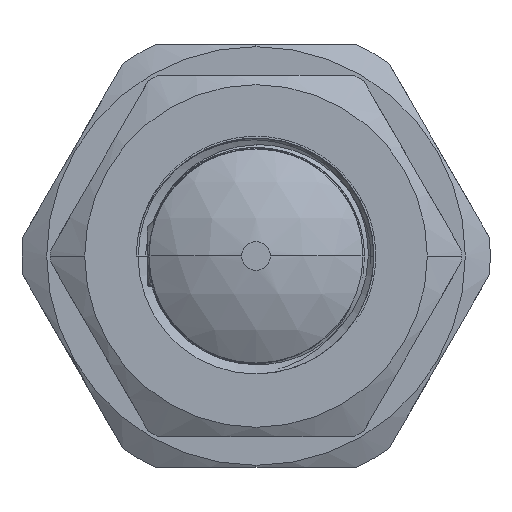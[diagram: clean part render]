
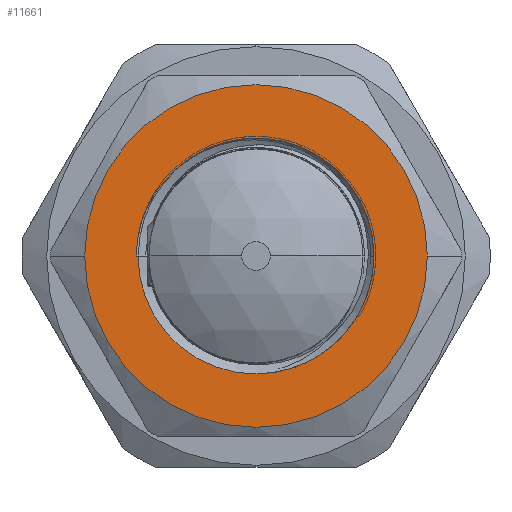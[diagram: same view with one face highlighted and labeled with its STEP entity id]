
A CAD part, left-side view. The second image highlights one B-rep face of the part: STEP entity #11661.
In plain terms, the highlighted planar face has unit normal (-1, 0, 0).
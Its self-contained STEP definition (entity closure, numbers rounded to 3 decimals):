
#43 = DIRECTION ( 'NONE',  ( 0., 1., 0. ) ) ;
#158 = CARTESIAN_POINT ( 'NONE',  ( -91.15, 0., 0. ) ) ;
#896 = VERTEX_POINT ( 'NONE', #11713 ) ;
#902 = VERTEX_POINT ( 'NONE', #8317 ) ;
#997 = EDGE_CURVE ( 'NONE', #21697, #902, #6595, .T. ) ;
#1004 = CARTESIAN_POINT ( 'NONE',  ( -91.15, 6.287, 0.424 ) ) ;
#1877 = CARTESIAN_POINT ( 'NONE',  ( -91.15, 9., 0. ) ) ;
#2664 = CIRCLE ( 'NONE', #20476, 9. ) ;
#3507 = DIRECTION ( 'NONE',  ( 1., 0., 0. ) ) ;
#3729 = CARTESIAN_POINT ( 'NONE',  ( -91.15, 4.288, 4.478 ) ) ;
#4909 = ORIENTED_EDGE ( 'NONE', *, *, #997, .T. ) ;
#5812 = CIRCLE ( 'NONE', #8272, 6.2 ) ;
#6034 = LINE ( 'NONE', #19874, #6864 ) ;
#6252 = DIRECTION ( 'NONE',  ( -1., 0., 0. ) ) ;
#6437 = CARTESIAN_POINT ( 'NONE',  ( -91.15, 6.243, 0.843 ) ) ;
#6595 = CIRCLE ( 'NONE', #8129, 9. ) ;
#6864 = VECTOR ( 'NONE', #7584, 1000. ) ;
#6891 = ORIENTED_EDGE ( 'NONE', *, *, #14136, .T. ) ;
#7528 = EDGE_CURVE ( 'NONE', #21088, #10173, #17150, .T. ) ;
#7584 = DIRECTION ( 'NONE',  ( 0., -1., 0. ) ) ;
#8129 = AXIS2_PLACEMENT_3D ( 'NONE', #10551, #13831, #43 ) ;
#8185 = AXIS2_PLACEMENT_3D ( 'NONE', #15024, #13011, #16485 ) ;
#8272 = AXIS2_PLACEMENT_3D ( 'NONE', #158, #3507, #15744 ) ;
#8317 = CARTESIAN_POINT ( 'NONE',  ( -91.15, -9., 0. ) ) ;
#9331 = CARTESIAN_POINT ( 'NONE',  ( -91.15, 4.608, 4.199 ) ) ;
#9875 = ORIENTED_EDGE ( 'NONE', *, *, #21392, .T. ) ;
#9931 = ORIENTED_EDGE ( 'NONE', *, *, #7528, .T. ) ;
#10173 = VERTEX_POINT ( 'NONE', #17681 ) ;
#10551 = CARTESIAN_POINT ( 'NONE',  ( -91.15, 0., 0. ) ) ;
#11493 = CARTESIAN_POINT ( 'NONE',  ( -91.15, 6.068, 1.673 ) ) ;
#11661 = ADVANCED_FACE ( 'NONE', ( #22213, #13515 ), #20169, .F. ) ;
#11713 = CARTESIAN_POINT ( 'NONE',  ( -91.15, 6.287, 0. ) ) ;
#13011 = DIRECTION ( 'NONE',  ( 1., 0., 0. ) ) ;
#13200 = CARTESIAN_POINT ( 'NONE',  ( -91.15, -16.454, -9.5 ) ) ;
#13258 = CARTESIAN_POINT ( 'NONE',  ( -91.15, 6.287, 0. ) ) ;
#13488 = EDGE_LOOP ( 'NONE', ( #9875, #4909 ) ) ;
#13515 = FACE_OUTER_BOUND ( 'NONE', #13488, .T. ) ;
#13671 = AXIS2_PLACEMENT_3D ( 'NONE', #13200, #16835, #21936 ) ;
#13831 = DIRECTION ( 'NONE',  ( -1., 0., 0. ) ) ;
#13914 = VERTEX_POINT ( 'NONE', #18448 ) ;
#14136 = EDGE_CURVE ( 'NONE', #10173, #13914, #5812, .T. ) ;
#15024 = CARTESIAN_POINT ( 'NONE',  ( -91.15, 0., 0. ) ) ;
#15042 = DIRECTION ( 'NONE',  ( 0., 1., 0. ) ) ;
#15644 = EDGE_LOOP ( 'NONE', ( #21050, #21985, #9931, #6891 ) ) ;
#15744 = DIRECTION ( 'NONE',  ( 0., -1., 0. ) ) ;
#16485 = DIRECTION ( 'NONE',  ( 0., -1., 0. ) ) ;
#16664 = CARTESIAN_POINT ( 'NONE',  ( -91.15, 5.939, 2.072 ) ) ;
#16725 = CARTESIAN_POINT ( 'NONE',  ( -91.15, 0., 0. ) ) ;
#16741 = CARTESIAN_POINT ( 'NONE',  ( -91.15, 5.601, 2.837 ) ) ;
#16824 = EDGE_CURVE ( 'NONE', #896, #13914, #6034, .T. ) ;
#16835 = DIRECTION ( 'NONE',  ( 1., 0., 0. ) ) ;
#17150 = CIRCLE ( 'NONE', #8185, 6.2 ) ;
#17681 = CARTESIAN_POINT ( 'NONE',  ( -91.15, -6.2, 0. ) ) ;
#18029 = CARTESIAN_POINT ( 'NONE',  ( -91.15, 4.288, 4.478 ) ) ;
#18267 = CARTESIAN_POINT ( 'NONE',  ( -91.15, 4.892, 3.887 ) ) ;
#18448 = CARTESIAN_POINT ( 'NONE',  ( -91.15, 6.2, 0. ) ) ;
#19852 = EDGE_CURVE ( 'NONE', #21088, #896, #21851, .T. ) ;
#19874 = CARTESIAN_POINT ( 'NONE',  ( -91.15, -16.454, 0. ) ) ;
#20016 = CARTESIAN_POINT ( 'NONE',  ( -91.15, 5.388, 3.207 ) ) ;
#20169 = PLANE ( 'NONE',  #13671 ) ;
#20476 = AXIS2_PLACEMENT_3D ( 'NONE', #16725, #6252, #15042 ) ;
#21050 = ORIENTED_EDGE ( 'NONE', *, *, #16824, .F. ) ;
#21088 = VERTEX_POINT ( 'NONE', #3729 ) ;
#21392 = EDGE_CURVE ( 'NONE', #902, #21697, #2664, .T. ) ;
#21697 = VERTEX_POINT ( 'NONE', #1877 ) ;
#21851 = B_SPLINE_CURVE_WITH_KNOTS ( 'NONE', 3,
 ( #18029, #9331, #18267, #20016, #16741, #16664, #11493, #6437, #1004, #13258 ),
 .UNSPECIFIED., .F., .F.,
 ( 4, 2, 2, 2, 4 ),
 ( 0., 0.002, 0.003, 0.004, 0.005 ),
 .UNSPECIFIED. ) ;
#21936 = DIRECTION ( 'NONE',  ( 0., -1., 0. ) ) ;
#21985 = ORIENTED_EDGE ( 'NONE', *, *, #19852, .F. ) ;
#22213 = FACE_BOUND ( 'NONE', #15644, .T. ) ;
